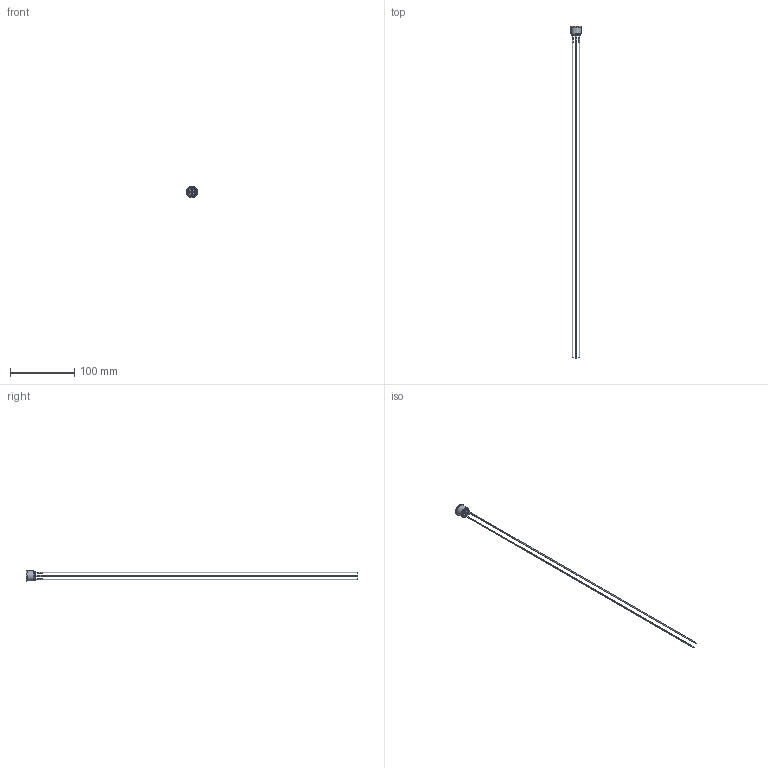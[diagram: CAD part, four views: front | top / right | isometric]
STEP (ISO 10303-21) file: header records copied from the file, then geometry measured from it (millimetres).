
FILE_DESCRIPTION(/* description */ (''),/* implementation_level */ '2;1');
FILE_NAME(/* name */ 'PVA6FEW4xx1.stp',/* time_stamp */ '2020-12-20T22:05:46-06:00',/* author */ ('mwilliams'),/* organization */ (''),/* preprocessor_version */ 'ST-DEVELOPER v18',/* originating_system */ 'Autodesk Inventor 2020',/* authorisation */ '');
FILE_SCHEMA (('AUTOMOTIVE_DESIGN { 1 0 10303 214 3 1 1 }'));
Length unit declared in the file: millimetre
Products named in the file (1): PVA6FEW4xx1
Bounding box: 18.5 x 515.3 x 18.5 mm (x, y, z)
Volume: 6054.2 mm3; surface area: 10313.3 mm2
Topology: 1 solids, 3 shells, 312 faces, 746 edges, 455 vertices
Faces by surface type: cylinder 121, plane 114, torus 43, bspline 28, sphere 4, cone 2
Full cylindrical faces by diameter (mm): 1.4 x4, 1.56 x4, 10.5 x2, 12 x1, 14.418 x2, 18.5 x1
Entity records: 9560 total; most frequent: CARTESIAN_POINT 2243, DIRECTION 1569, ORIENTED_EDGE 1476, EDGE_CURVE 738, AXIS2_PLACEMENT_3D 588, VERTEX_POINT 455, LINE 393, VECTOR 393
